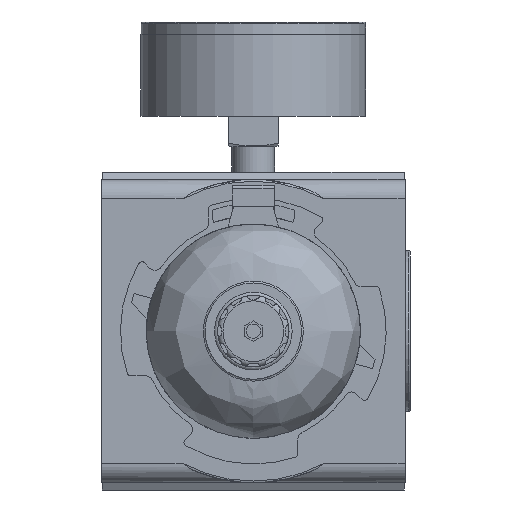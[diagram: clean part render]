
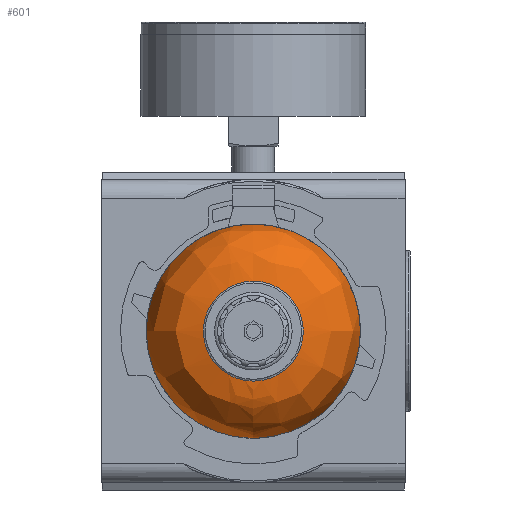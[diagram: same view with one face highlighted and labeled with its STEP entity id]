
A CAD part, front view. The second image highlights one B-rep face of the part: STEP entity #601.
In plain terms, the highlighted free-form (B-spline) face has degree [3, 3] with [4, 7] control points.
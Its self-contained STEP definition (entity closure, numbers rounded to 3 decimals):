
#601 = ADVANCED_FACE( '', ( #1607, #1608 ), #1609, .T. );
#1607 = FACE_OUTER_BOUND( '', #2947, .T. );
#1608 = FACE_OUTER_BOUND( '', #2948, .T. );
#1609 = ( BOUNDED_SURFACE(  )B_SPLINE_SURFACE( 3, 3, ( ( #2951, #2952, #2953, #2954, #2955, #2956, #2957 ), ( #2958, #2959, #2960, #2961, #2962, #2963, #2964 ), ( #2965, #2966, #2967, #2968, #2969, #2970, #2971 ), ( #2972, #2973, #2974, #2975, #2976, #2977, #2978 ) ), .UNSPECIFIED., .F., .T., .F. )B_SPLINE_SURFACE_WITH_KNOTS( ( 4, 4 ), ( 4, 3, 4 ), ( 0., 6.283 ), ( 0., 0.785, 1.571 ), .UNSPECIFIED. )GEOMETRIC_REPRESENTATION_ITEM(  )RATIONAL_B_SPLINE_SURFACE( ( ( 1., 0.333, 0.333, 1., 0.333, 0.333, 1. ), ( 0.805, 0.268, 0.268, 0.805, 0.268, 0.268, 0.805 ), ( 0.805, 0.268, 0.268, 0.805, 0.268, 0.268, 0.805 ), ( 1., 0.333, 0.333, 1., 0.333, 0.333, 1. ) ) )REPRESENTATION_ITEM( '' )SURFACE(  ) );
#2947 = EDGE_LOOP( '', ( #6062 ) );
#2948 = EDGE_LOOP( '', ( #6063 ) );
#2951 = CARTESIAN_POINT( '', ( 0., 1.5, -14. ) );
#2952 = CARTESIAN_POINT( '', ( 28., 1.5, -14. ) );
#2953 = CARTESIAN_POINT( '', ( 28., 1.5, 14. ) );
#2954 = CARTESIAN_POINT( '', ( 0., 1.5, 14. ) );
#2955 = CARTESIAN_POINT( '', ( -28., 1.5, 14. ) );
#2956 = CARTESIAN_POINT( '', ( -28., 1.5, -14. ) );
#2957 = CARTESIAN_POINT( '', ( 0., 1.5, -14. ) );
#2958 = CARTESIAN_POINT( '', ( 0., 1.5, -23.373 ) );
#2959 = CARTESIAN_POINT( '', ( 46.745, 1.5, -23.373 ) );
#2960 = CARTESIAN_POINT( '', ( 46.745, 1.5, 23.373 ) );
#2961 = CARTESIAN_POINT( '', ( 0., 1.5, 23.373 ) );
#2962 = CARTESIAN_POINT( '', ( -46.745, 1.5, 23.373 ) );
#2963 = CARTESIAN_POINT( '', ( -46.745, 1.5, -23.373 ) );
#2964 = CARTESIAN_POINT( '', ( 0., 1.5, -23.373 ) );
#2965 = CARTESIAN_POINT( '', ( 0., 8.127, -30. ) );
#2966 = CARTESIAN_POINT( '', ( 60., 8.127, -30. ) );
#2967 = CARTESIAN_POINT( '', ( 60., 8.127, 30. ) );
#2968 = CARTESIAN_POINT( '', ( 0., 8.127, 30. ) );
#2969 = CARTESIAN_POINT( '', ( -60., 8.127, 30. ) );
#2970 = CARTESIAN_POINT( '', ( -60., 8.127, -30. ) );
#2971 = CARTESIAN_POINT( '', ( 0., 8.127, -30. ) );
#2972 = CARTESIAN_POINT( '', ( 0., 17.5, -30. ) );
#2973 = CARTESIAN_POINT( '', ( 60., 17.5, -30. ) );
#2974 = CARTESIAN_POINT( '', ( 60., 17.5, 30. ) );
#2975 = CARTESIAN_POINT( '', ( 0., 17.5, 30. ) );
#2976 = CARTESIAN_POINT( '', ( -60., 17.5, 30. ) );
#2977 = CARTESIAN_POINT( '', ( -60., 17.5, -30. ) );
#2978 = CARTESIAN_POINT( '', ( 0., 17.5, -30. ) );
#6062 = ORIENTED_EDGE( '', *, *, #9155, .T. );
#6063 = ORIENTED_EDGE( '', *, *, #9154, .F. );
#9154 = EDGE_CURVE( '', #11171, #11171, #11172, .T. );
#9155 = EDGE_CURVE( '', #11173, #11173, #11174, .T. );
#11171 = VERTEX_POINT( '', #14249 );
#11172 = CIRCLE( '', #14250, 14. );
#11173 = VERTEX_POINT( '', #14251 );
#11174 = CIRCLE( '', #14252, 30. );
#14249 = CARTESIAN_POINT( '', ( 0., 1.5, -14. ) );
#14250 = AXIS2_PLACEMENT_3D( '', #17705, #17706, #17707 );
#14251 = CARTESIAN_POINT( '', ( 0., 17.5, -30. ) );
#14252 = AXIS2_PLACEMENT_3D( '', #17708, #17709, #17710 );
#17705 = CARTESIAN_POINT( '', ( 0., 1.5, 0. ) );
#17706 = DIRECTION( '', ( 0., -1., 0. ) );
#17707 = DIRECTION( '', ( 0., 0., -1. ) );
#17708 = CARTESIAN_POINT( '', ( 0., 17.5, 0. ) );
#17709 = DIRECTION( '', ( 0., -1., 0. ) );
#17710 = DIRECTION( '', ( 0., 0., -1. ) );
